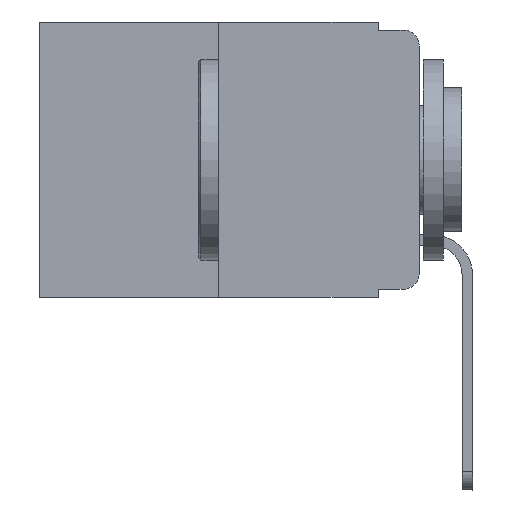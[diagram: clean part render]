
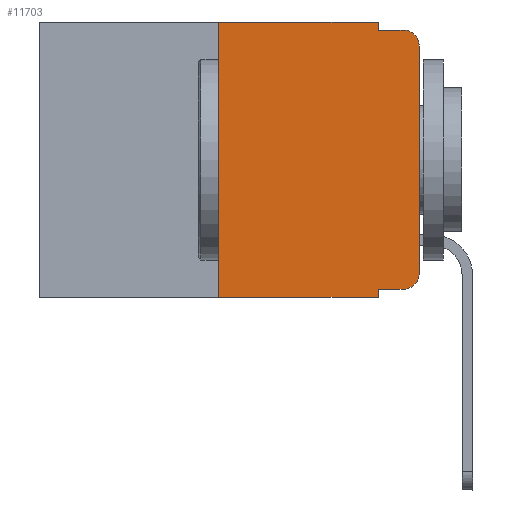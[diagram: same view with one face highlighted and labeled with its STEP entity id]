
A CAD part, left-side view. The second image highlights one B-rep face of the part: STEP entity #11703.
In plain terms, the highlighted planar face has unit normal (-1, 0, 0).
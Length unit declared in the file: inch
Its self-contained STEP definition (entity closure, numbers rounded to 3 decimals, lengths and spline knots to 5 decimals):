
#158 = DIRECTION ( 'NONE',  ( 0., -1., 0. ) ) ;
#180 = LINE ( 'NONE', #10468, #8377 ) ;
#188 = EDGE_CURVE ( 'NONE', #9085, #9274, #5346, .T. ) ;
#236 = AXIS2_PLACEMENT_3D ( 'NONE', #2328, #1334, #11722 ) ;
#483 = EDGE_CURVE ( 'NONE', #12116, #4349, #12128, .T. ) ;
#573 = DIRECTION ( 'NONE',  ( 0., 0., -1. ) ) ;
#840 = VECTOR ( 'NONE', #6374, 39.37008 ) ;
#881 = CARTESIAN_POINT ( 'NONE',  ( 0., 0., -0.313 ) ) ;
#1306 = CARTESIAN_POINT ( 'NONE',  ( 0., 0.02, -0.01 ) ) ;
#1334 = DIRECTION ( 'NONE',  ( -1., 0., 0. ) ) ;
#1484 = DIRECTION ( 'NONE',  ( 0., 0., -1. ) ) ;
#1812 = VERTEX_POINT ( 'NONE', #11903 ) ;
#1995 = CARTESIAN_POINT ( 'NONE',  ( 0., 0.473, 0. ) ) ;
#2058 = EDGE_CURVE ( 'NONE', #7668, #9274, #10889, .T. ) ;
#2180 = EDGE_CURVE ( 'NONE', #11644, #7397, #8492, .T. ) ;
#2221 = EDGE_CURVE ( 'NONE', #7397, #12116, #7550, .T. ) ;
#2306 = ORIENTED_EDGE ( 'NONE', *, *, #2519, .T. ) ;
#2328 = CARTESIAN_POINT ( 'NONE',  ( 0., 0.02, -0.03 ) ) ;
#2469 = ORIENTED_EDGE ( 'NONE', *, *, #6354, .T. ) ;
#2519 = EDGE_CURVE ( 'NONE', #9085, #7019, #4483, .T. ) ;
#2666 = DIRECTION ( 'NONE',  ( 0., 0., -1. ) ) ;
#3180 = ORIENTED_EDGE ( 'NONE', *, *, #8853, .T. ) ;
#3293 = VECTOR ( 'NONE', #5500, 39.37008 ) ;
#3412 = CIRCLE ( 'NONE', #3818, 0.02 ) ;
#3467 = CARTESIAN_POINT ( 'NONE',  ( 0., 0.051, -0.01 ) ) ;
#3561 = CARTESIAN_POINT ( 'NONE',  ( 0., 0.473, 0. ) ) ;
#3818 = AXIS2_PLACEMENT_3D ( 'NONE', #10880, #4265, #1484 ) ;
#3870 = CARTESIAN_POINT ( 'NONE',  ( 0., 0.473, -0.343 ) ) ;
#3904 = VECTOR ( 'NONE', #6403, 39.37008 ) ;
#4265 = DIRECTION ( 'NONE',  ( -1., 0., 0. ) ) ;
#4349 = VERTEX_POINT ( 'NONE', #1306 ) ;
#4483 = LINE ( 'NONE', #12020, #3904 ) ;
#4822 = VERTEX_POINT ( 'NONE', #881 ) ;
#5165 = CARTESIAN_POINT ( 'NONE',  ( 0., 0.051, 0. ) ) ;
#5222 = CARTESIAN_POINT ( 'NONE',  ( 0., 0.25, 0. ) ) ;
#5305 = VECTOR ( 'NONE', #158, 39.37008 ) ;
#5346 = LINE ( 'NONE', #8090, #7324 ) ;
#5500 = DIRECTION ( 'NONE',  ( 0., 0., -1. ) ) ;
#5994 = CARTESIAN_POINT ( 'NONE',  ( 0., 0.25, -0.343 ) ) ;
#6042 = ORIENTED_EDGE ( 'NONE', *, *, #188, .F. ) ;
#6186 = CARTESIAN_POINT ( 'NONE',  ( 0., 0.051, -0.01 ) ) ;
#6354 = EDGE_CURVE ( 'NONE', #7019, #4822, #3412, .T. ) ;
#6374 = DIRECTION ( 'NONE',  ( 0., 0., 1. ) ) ;
#6403 = DIRECTION ( 'NONE',  ( 0., -1., 0. ) ) ;
#6500 = CARTESIAN_POINT ( 'NONE',  ( 0., 0.25, 0. ) ) ;
#6567 = CIRCLE ( 'NONE', #236, 0.02 ) ;
#6620 = CARTESIAN_POINT ( 'NONE',  ( 0., 0.051, 0. ) ) ;
#6950 = CARTESIAN_POINT ( 'NONE',  ( 0., 0.051, -0.333 ) ) ;
#7019 = VERTEX_POINT ( 'NONE', #11995 ) ;
#7170 = AXIS2_PLACEMENT_3D ( 'NONE', #1995, #10474, #2666 ) ;
#7324 = VECTOR ( 'NONE', #573, 39.37008 ) ;
#7397 = VERTEX_POINT ( 'NONE', #5165 ) ;
#7550 = LINE ( 'NONE', #6620, #3293 ) ;
#7624 = DIRECTION ( 'NONE',  ( 0., -1., 0. ) ) ;
#7668 = VERTEX_POINT ( 'NONE', #5994 ) ;
#7750 = VECTOR ( 'NONE', #11999, 39.37008 ) ;
#7760 = DIRECTION ( 'NONE',  ( 0., 0., 1. ) ) ;
#7847 = ORIENTED_EDGE ( 'NONE', *, *, #2058, .T. ) ;
#8090 = CARTESIAN_POINT ( 'NONE',  ( 0., 0.051, 0. ) ) ;
#8377 = VECTOR ( 'NONE', #7760, 39.37008 ) ;
#8492 = LINE ( 'NONE', #3561, #11998 ) ;
#8501 = ORIENTED_EDGE ( 'NONE', *, *, #9288, .T. ) ;
#8853 = EDGE_CURVE ( 'NONE', #1812, #4349, #6567, .T. ) ;
#9085 = VERTEX_POINT ( 'NONE', #6950 ) ;
#9128 = EDGE_CURVE ( 'NONE', #7668, #11644, #10350, .T. ) ;
#9274 = VERTEX_POINT ( 'NONE', #11132 ) ;
#9288 = EDGE_CURVE ( 'NONE', #4822, #1812, #180, .T. ) ;
#9435 = PLANE ( 'NONE',  #7170 ) ;
#9913 = ORIENTED_EDGE ( 'NONE', *, *, #2180, .F. ) ;
#10350 = LINE ( 'NONE', #6500, #840 ) ;
#10358 = FACE_OUTER_BOUND ( 'NONE', #11205, .T. ) ;
#10468 = CARTESIAN_POINT ( 'NONE',  ( 0., 0., 0. ) ) ;
#10474 = DIRECTION ( 'NONE',  ( 1., 0., 0. ) ) ;
#10880 = CARTESIAN_POINT ( 'NONE',  ( 0., 0.02, -0.313 ) ) ;
#10889 = LINE ( 'NONE', #3870, #5305 ) ;
#11132 = CARTESIAN_POINT ( 'NONE',  ( 0., 0.051, -0.343 ) ) ;
#11205 = EDGE_LOOP ( 'NONE', ( #8501, #3180, #11584, #11516, #9913, #12166, #7847, #6042, #2306, #2469 ) ) ;
#11516 = ORIENTED_EDGE ( 'NONE', *, *, #2221, .F. ) ;
#11584 = ORIENTED_EDGE ( 'NONE', *, *, #483, .F. ) ;
#11644 = VERTEX_POINT ( 'NONE', #5222 ) ;
#11703 = ADVANCED_FACE ( 'NONE', ( #10358 ), #9435, .F. ) ;
#11722 = DIRECTION ( 'NONE',  ( 0., 0., -1. ) ) ;
#11903 = CARTESIAN_POINT ( 'NONE',  ( 0., 0., -0.03 ) ) ;
#11995 = CARTESIAN_POINT ( 'NONE',  ( 0., 0.02, -0.333 ) ) ;
#11998 = VECTOR ( 'NONE', #7624, 39.37008 ) ;
#11999 = DIRECTION ( 'NONE',  ( 0., -1., 0. ) ) ;
#12020 = CARTESIAN_POINT ( 'NONE',  ( 0., 0.051, -0.333 ) ) ;
#12116 = VERTEX_POINT ( 'NONE', #6186 ) ;
#12128 = LINE ( 'NONE', #3467, #7750 ) ;
#12166 = ORIENTED_EDGE ( 'NONE', *, *, #9128, .F. ) ;
